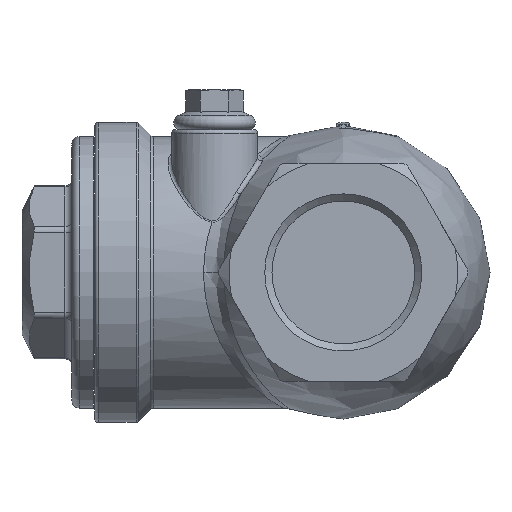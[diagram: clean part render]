
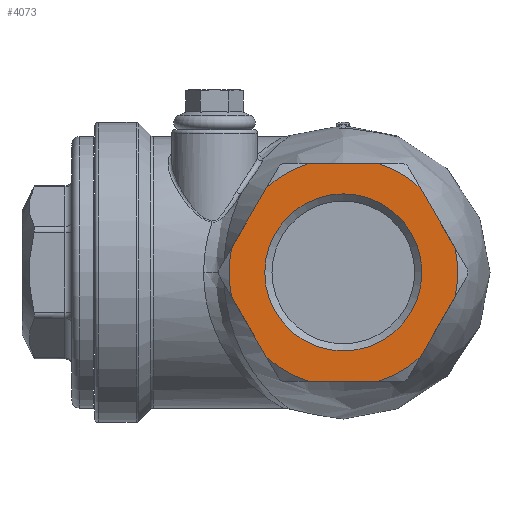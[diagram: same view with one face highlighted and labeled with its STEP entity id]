
A CAD part, left-side view. The second image highlights one B-rep face of the part: STEP entity #4073.
In plain terms, the highlighted planar face has unit normal (-1, 0, 0).
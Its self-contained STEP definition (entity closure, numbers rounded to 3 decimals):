
#169=FACE_BOUND('',#711,.T.);
#245=PLANE('',#4476);
#472=FACE_OUTER_BOUND('',#710,.T.);
#710=EDGE_LOOP('',(#3331,#3332,#3333,#3334,#3335,#3336,#3337,#3338,#3339,
#3340,#3341,#3342));
#711=EDGE_LOOP('',(#3343));
#891=CIRCLE('',#4473,11.);
#893=CIRCLE('',#4477,16.024);
#894=CIRCLE('',#4478,16.024);
#895=CIRCLE('',#4479,16.024);
#896=CIRCLE('',#4480,16.024);
#897=CIRCLE('',#4481,16.024);
#898=CIRCLE('',#4482,16.024);
#1105=LINE('',#8189,#1320);
#1108=LINE('',#8242,#1323);
#1117=LINE('',#8327,#1332);
#1120=LINE('',#8403,#1335);
#1128=LINE('',#8488,#1343);
#1129=LINE('',#8494,#1344);
#1320=VECTOR('',#5201,10.);
#1323=VECTOR('',#5216,10.);
#1332=VECTOR('',#5229,10.);
#1335=VECTOR('',#5250,10.);
#1343=VECTOR('',#5296,10.);
#1344=VECTOR('',#5303,10.);
#1778=VERTEX_POINT('',#8184);
#1779=VERTEX_POINT('',#8188);
#1787=VERTEX_POINT('',#8237);
#1788=VERTEX_POINT('',#8241);
#1804=VERTEX_POINT('',#8322);
#1805=VERTEX_POINT('',#8326);
#1813=VERTEX_POINT('',#8398);
#1814=VERTEX_POINT('',#8402);
#1823=VERTEX_POINT('',#8477);
#1825=VERTEX_POINT('',#8485);
#1826=VERTEX_POINT('',#8487);
#1827=VERTEX_POINT('',#8491);
#1828=VERTEX_POINT('',#8493);
#2291=EDGE_CURVE('',#1778,#1779,#1105,.T.);
#2303=EDGE_CURVE('',#1787,#1788,#1108,.T.);
#2321=EDGE_CURVE('',#1804,#1805,#1117,.T.);
#2336=EDGE_CURVE('',#1813,#1814,#1120,.T.);
#2355=EDGE_CURVE('',#1823,#1823,#891,.T.);
#2358=EDGE_CURVE('',#1813,#1825,#893,.T.);
#2359=EDGE_CURVE('',#1826,#1825,#1128,.T.);
#2360=EDGE_CURVE('',#1826,#1805,#894,.T.);
#2361=EDGE_CURVE('',#1804,#1788,#895,.T.);
#2362=EDGE_CURVE('',#1787,#1827,#896,.T.);
#2363=EDGE_CURVE('',#1828,#1827,#1129,.T.);
#2364=EDGE_CURVE('',#1828,#1779,#897,.T.);
#2365=EDGE_CURVE('',#1778,#1814,#898,.T.);
#3331=ORIENTED_EDGE('',*,*,#2358,.T.);
#3332=ORIENTED_EDGE('',*,*,#2359,.F.);
#3333=ORIENTED_EDGE('',*,*,#2360,.T.);
#3334=ORIENTED_EDGE('',*,*,#2321,.F.);
#3335=ORIENTED_EDGE('',*,*,#2361,.T.);
#3336=ORIENTED_EDGE('',*,*,#2303,.F.);
#3337=ORIENTED_EDGE('',*,*,#2362,.T.);
#3338=ORIENTED_EDGE('',*,*,#2363,.F.);
#3339=ORIENTED_EDGE('',*,*,#2364,.T.);
#3340=ORIENTED_EDGE('',*,*,#2291,.F.);
#3341=ORIENTED_EDGE('',*,*,#2365,.T.);
#3342=ORIENTED_EDGE('',*,*,#2336,.F.);
#3343=ORIENTED_EDGE('',*,*,#2355,.F.);
#4073=ADVANCED_FACE('',(#472,#169),#245,.F.);
#4473=AXIS2_PLACEMENT_3D('',#8479,#5285,#5286);
#4476=AXIS2_PLACEMENT_3D('',#8484,#5292,#5293);
#4477=AXIS2_PLACEMENT_3D('',#8486,#5294,#5295);
#4478=AXIS2_PLACEMENT_3D('',#8489,#5297,#5298);
#4479=AXIS2_PLACEMENT_3D('',#8490,#5299,#5300);
#4480=AXIS2_PLACEMENT_3D('',#8492,#5301,#5302);
#4481=AXIS2_PLACEMENT_3D('',#8495,#5304,#5305);
#4482=AXIS2_PLACEMENT_3D('',#8496,#5306,#5307);
#5201=DIRECTION('',(0.,-1.,0.));
#5216=DIRECTION('',(0.,0.5,-0.866));
#5229=DIRECTION('',(0.,1.,0.));
#5250=DIRECTION('',(0.,-0.5,0.866));
#5285=DIRECTION('center_axis',(-1.,0.,0.));
#5286=DIRECTION('ref_axis',(0.,0.,1.));
#5292=DIRECTION('center_axis',(1.,0.,0.));
#5293=DIRECTION('ref_axis',(0.,0.,-1.));
#5294=DIRECTION('center_axis',(-1.,0.,0.));
#5295=DIRECTION('ref_axis',(0.,1.,0.));
#5296=DIRECTION('',(0.,0.5,0.866));
#5297=DIRECTION('center_axis',(-1.,0.,0.));
#5298=DIRECTION('ref_axis',(0.,1.,0.));
#5299=DIRECTION('center_axis',(-1.,0.,0.));
#5300=DIRECTION('ref_axis',(0.,1.,0.));
#5301=DIRECTION('center_axis',(-1.,0.,0.));
#5302=DIRECTION('ref_axis',(0.,1.,0.));
#5303=DIRECTION('',(0.,-0.5,-0.866));
#5304=DIRECTION('center_axis',(-1.,0.,0.));
#5305=DIRECTION('ref_axis',(0.,1.,0.));
#5306=DIRECTION('center_axis',(-1.,0.,0.));
#5307=DIRECTION('ref_axis',(0.,1.,0.));
#8184=CARTESIAN_POINT('',(-40.,4.904,15.256));
#8188=CARTESIAN_POINT('',(-40.,-4.904,15.256));
#8189=CARTESIAN_POINT('',(-40.,8.808,15.256));
#8237=CARTESIAN_POINT('',(-40.,-15.664,-3.381));
#8241=CARTESIAN_POINT('',(-40.,-10.76,-11.875));
#8242=CARTESIAN_POINT('',(-40.,-17.616,0.));
#8322=CARTESIAN_POINT('',(-40.,-4.904,-15.256));
#8326=CARTESIAN_POINT('',(-40.,4.904,-15.256));
#8327=CARTESIAN_POINT('',(-40.,-8.808,-15.256));
#8398=CARTESIAN_POINT('',(-40.,15.664,3.381));
#8402=CARTESIAN_POINT('',(-40.,10.76,11.875));
#8403=CARTESIAN_POINT('',(-40.,17.616,0.));
#8477=CARTESIAN_POINT('',(-40.,0.,-11.));
#8479=CARTESIAN_POINT('Origin',(-40.,0.,0.));
#8484=CARTESIAN_POINT('Origin',(-40.,0.,0.));
#8485=CARTESIAN_POINT('',(-40.,15.664,-3.381));
#8486=CARTESIAN_POINT('Origin',(-40.,0.,0.));
#8487=CARTESIAN_POINT('',(-40.,10.76,-11.875));
#8488=CARTESIAN_POINT('',(-40.,8.808,-15.256));
#8489=CARTESIAN_POINT('Origin',(-40.,0.,0.));
#8490=CARTESIAN_POINT('Origin',(-40.,0.,0.));
#8491=CARTESIAN_POINT('',(-40.,-15.664,3.381));
#8492=CARTESIAN_POINT('Origin',(-40.,0.,0.));
#8493=CARTESIAN_POINT('',(-40.,-10.76,11.875));
#8494=CARTESIAN_POINT('',(-40.,-8.808,15.256));
#8495=CARTESIAN_POINT('Origin',(-40.,0.,0.));
#8496=CARTESIAN_POINT('Origin',(-40.,0.,0.));
